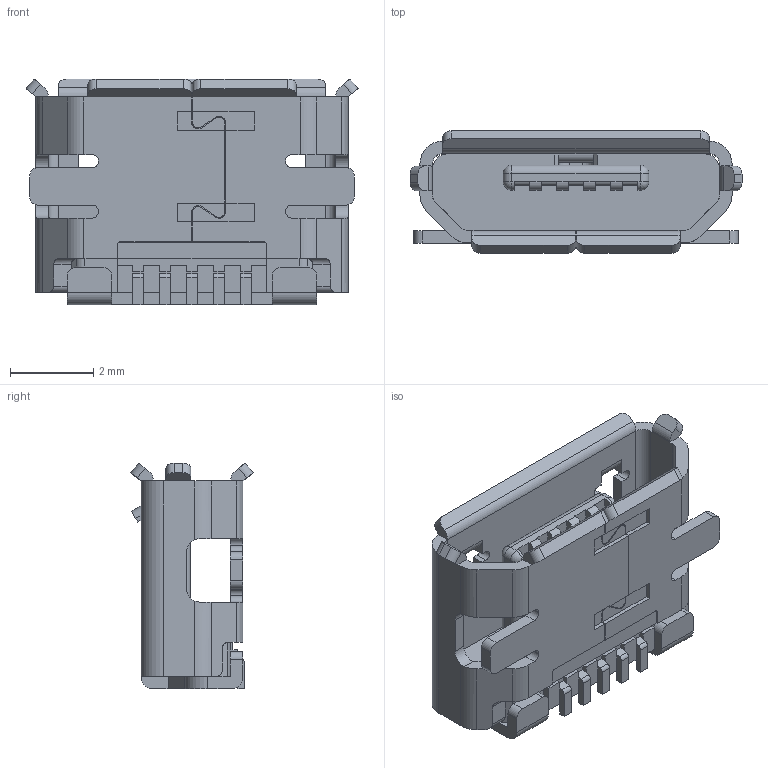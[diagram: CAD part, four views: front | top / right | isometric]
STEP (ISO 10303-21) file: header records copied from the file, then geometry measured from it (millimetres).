
FILE_DESCRIPTION((''),'2;1');
FILE_NAME('473460001','2008-08-06T',('gga'),(''),'PRO/ENGINEER BY PARAMETRIC TECHNOLOGY CORPORATION, 2003451','PRO/ENGINEER BY PARAMETRIC TECHNOLOGY CORPORATION, 2003451','');
FILE_SCHEMA(('CONFIG_CONTROL_DESIGN'));
Length unit declared in the file: millimetre
Products named in the file (1): 473460001
Bounding box: 7.98 x 2.94 x 5.43 mm (x, y, z)
Volume: 44.4 mm3; surface area: 257.8 mm2
Topology: 1 solids, 1 shells, 406 faces, 1224 edges, 812 vertices
Faces by surface type: plane 275, cylinder 127, sphere 4
Entity records: 13692 total; most frequent: CARTESIAN_POINT 2503, ORIENTED_EDGE 2360, DIRECTION 2262, EDGE_CURVE 1180, VECTOR 956, LINE 956, VERTEX_POINT 768, AXIS2_PLACEMENT_3D 653
